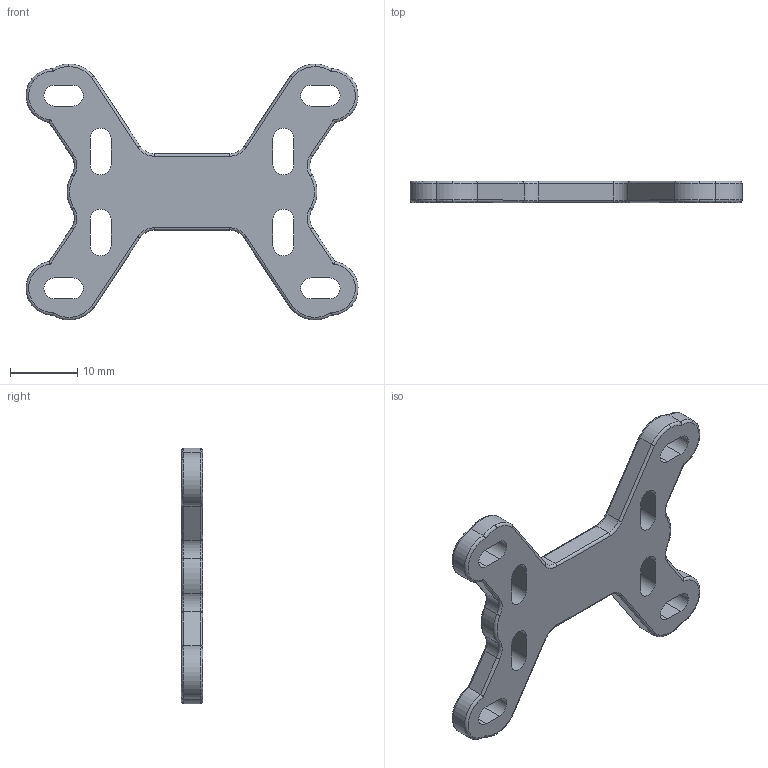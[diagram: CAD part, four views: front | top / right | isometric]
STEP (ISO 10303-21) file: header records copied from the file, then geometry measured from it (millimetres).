
FILE_DESCRIPTION (( 'STEP AP214' ), '1' );
FILE_NAME ('LCD_Support_JXL_.STEP', '2025-08-05T17:09:59', ( '' ), ( '' ), 'SwSTEP 2.0', 'SolidWorks 2025', '' );
FILE_SCHEMA (( 'AUTOMOTIVE_DESIGN' ));
Length unit declared in the file: millimetre
Products named in the file (1): LCD_Support_JXL_
Bounding box: 49.25 x 3.17 x 37.94 mm (x, y, z)
Volume: 2645.5 mm3; surface area: 2667.4 mm2
Topology: 1 solids, 1 shells, 132 faces, 334 edges, 204 vertices
Faces by surface type: cylinder 60, torus 44, plane 28
Entity records: 4109 total; most frequent: CARTESIAN_POINT 803, DIRECTION 740, ORIENTED_EDGE 668, EDGE_CURVE 334, AXIS2_PLACEMENT_3D 301, VERTEX_POINT 204, CIRCLE 168, EDGE_LOOP 148
